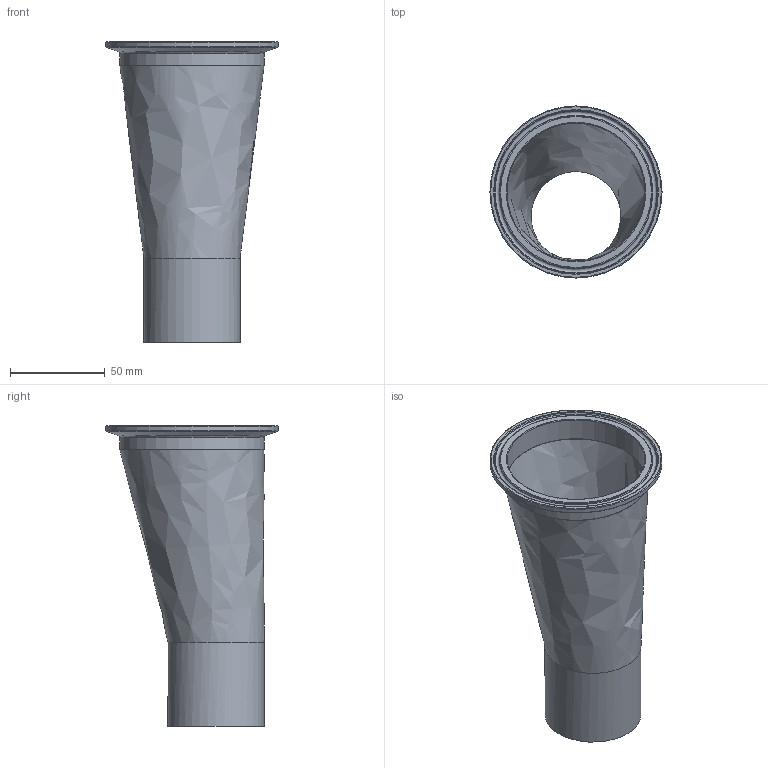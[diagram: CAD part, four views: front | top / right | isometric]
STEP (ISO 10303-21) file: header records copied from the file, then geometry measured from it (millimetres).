
FILE_DESCRIPTION(/* description */ (''),/* implementation_level */ '2;1');
FILE_NAME(/* name */ 'S32K-3X2.stp',/* time_stamp */ '2018-11-28T09:44:38-05:00',/* author */ ('rick'),/* organization */ (''),/* preprocessor_version */ 'ST-DEVELOPER v15.2',/* originating_system */ 'Autodesk Inventor 2014',/* authorisation */ '');
FILE_SCHEMA (('AUTOMOTIVE_DESIGN { 1 0 10303 214 3 1 1 }'));
Length unit declared in the file: inch
Products named in the file (1): S32K-3X2
Bounding box: 90.91 x 90.91 x 158.75 mm (x, y, z)
Volume: 55938 mm3; surface area: 64100.2 mm2
Topology: 1 solids, 1 shells, 395 faces, 1084 edges, 720 vertices
Faces by surface type: bspline 233, plane 145, torus 9, cylinder 5, cone 3
Full cylindrical faces by diameter (mm): 47.498 x1, 50.8 x1, 72.898 x1, 76.2 x1, 90.907 x1
Entity records: 16561 total; most frequent: CARTESIAN_POINT 8362, ORIENTED_EDGE 2130, EDGE_CURVE 1065, DIRECTION 894, VERTEX_POINT 718, B_SPLINE_CURVE_WITH_KNOTS 558, EDGE_LOOP 443, ADVANCED_FACE 395
